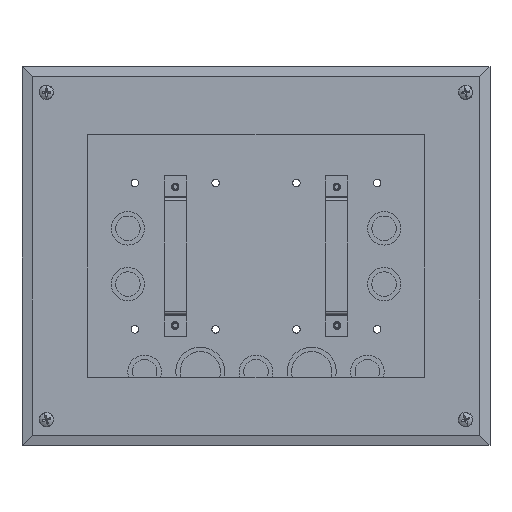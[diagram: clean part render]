
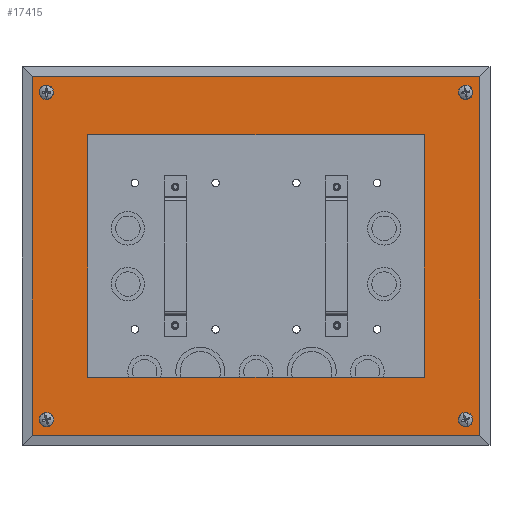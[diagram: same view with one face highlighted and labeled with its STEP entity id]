
A CAD part, top view. The second image highlights one B-rep face of the part: STEP entity #17415.
In plain terms, the highlighted planar face has unit normal (0, 0, 1).
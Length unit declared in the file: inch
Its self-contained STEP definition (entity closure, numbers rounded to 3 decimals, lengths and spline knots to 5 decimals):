
#75 = DIRECTION ( 'NONE',  ( 1., 0., 0. ) ) ;
#80 = CARTESIAN_POINT ( 'NONE',  ( -4.78427, 3.67075, 0.125 ) ) ;
#357 = EDGE_CURVE ( 'NONE', #7608, #21211, #31082, .T. ) ;
#987 = DIRECTION ( 'NONE',  ( 1., 0., 0. ) ) ;
#1058 = CIRCLE ( 'NONE', #1667, 0.082 ) ;
#1111 = CARTESIAN_POINT ( 'NONE',  ( -4.62027, -3.67076, 0.125 ) ) ;
#1542 = VERTEX_POINT ( 'NONE', #3173 ) ;
#1662 = ORIENTED_EDGE ( 'NONE', *, *, #23229, .T. ) ;
#1667 = AXIS2_PLACEMENT_3D ( 'NONE', #16628, #37634, #34920 ) ;
#1783 = DIRECTION ( 'NONE',  ( 0., -1., 0. ) ) ;
#1839 = VECTOR ( 'NONE', #12994, 39.37008 ) ;
#2188 = VECTOR ( 'NONE', #6359, 39.37008 ) ;
#2255 = VECTOR ( 'NONE', #1783, 39.37008 ) ;
#2348 = DIRECTION ( 'NONE',  ( 1., 0., 0. ) ) ;
#2457 = CARTESIAN_POINT ( 'NONE',  ( -4.62027, 3.67075, 0.125 ) ) ;
#2932 = EDGE_CURVE ( 'NONE', #28051, #18855, #17007, .T. ) ;
#3081 = EDGE_LOOP ( 'NONE', ( #18184, #13577 ) ) ;
#3130 = CARTESIAN_POINT ( 'NONE',  ( 5.01677, -4.01673, 0.125 ) ) ;
#3173 = CARTESIAN_POINT ( 'NONE',  ( -4.78427, -3.67076, 0.125 ) ) ;
#3472 = AXIS2_PLACEMENT_3D ( 'NONE', #17570, #20299, #75 ) ;
#3541 = LINE ( 'NONE', #15007, #35442 ) ;
#3551 = VERTEX_POINT ( 'NONE', #20477 ) ;
#5375 = AXIS2_PLACEMENT_3D ( 'NONE', #29774, #36012, #18670 ) ;
#5823 = AXIS2_PLACEMENT_3D ( 'NONE', #8169, #28980, #2348 ) ;
#6126 = ORIENTED_EDGE ( 'NONE', *, *, #19562, .T. ) ;
#6207 = CARTESIAN_POINT ( 'NONE',  ( -5.01677, 4.01673, 0.125 ) ) ;
#6359 = DIRECTION ( 'NONE',  ( -1., 0., 0. ) ) ;
#6642 = DIRECTION ( 'NONE',  ( 0., 0., 1. ) ) ;
#6776 = CARTESIAN_POINT ( 'NONE',  ( 5.25002, 4.01673, 0.125 ) ) ;
#6777 = CARTESIAN_POINT ( 'NONE',  ( 4.62027, 3.67075, 0.125 ) ) ;
#6876 = CARTESIAN_POINT ( 'NONE',  ( -3.77952, 0., 0.125 ) ) ;
#7283 = DIRECTION ( 'NONE',  ( 0., 0., 1. ) ) ;
#7548 = VERTEX_POINT ( 'NONE', #15567 ) ;
#7608 = VERTEX_POINT ( 'NONE', #24902 ) ;
#8017 = CIRCLE ( 'NONE', #16703, 0.082 ) ;
#8169 = CARTESIAN_POINT ( 'NONE',  ( -4.70227, 3.67075, 0.125 ) ) ;
#8693 = LINE ( 'NONE', #20555, #2188 ) ;
#8697 = EDGE_LOOP ( 'NONE', ( #27037, #27079, #17230, #24222 ) ) ;
#9038 = AXIS2_PLACEMENT_3D ( 'NONE', #19907, #7283, #10185 ) ;
#9236 = EDGE_CURVE ( 'NONE', #29904, #35246, #17547, .T. ) ;
#9495 = EDGE_CURVE ( 'NONE', #21211, #7548, #8693, .T. ) ;
#10154 = CARTESIAN_POINT ( 'NONE',  ( 4.78427, -3.67076, 0.125 ) ) ;
#10185 = DIRECTION ( 'NONE',  ( 1., 0., 0. ) ) ;
#10382 = FACE_OUTER_BOUND ( 'NONE', #12010, .T. ) ;
#10977 = EDGE_CURVE ( 'NONE', #3551, #21482, #1058, .T. ) ;
#10981 = VERTEX_POINT ( 'NONE', #37843 ) ;
#11119 = ORIENTED_EDGE ( 'NONE', *, *, #17584, .F. ) ;
#11201 = CARTESIAN_POINT ( 'NONE',  ( -4.70227, 3.67075, 0.125 ) ) ;
#11592 = CIRCLE ( 'NONE', #5375, 0.082 ) ;
#12010 = EDGE_LOOP ( 'NONE', ( #6126, #30762, #1662, #22742 ) ) ;
#12081 = DIRECTION ( 'NONE',  ( 1., 0., 0. ) ) ;
#12601 = DIRECTION ( 'NONE',  ( 1., 0., 0. ) ) ;
#12789 = DIRECTION ( 'NONE',  ( 0., 0., 1. ) ) ;
#12994 = DIRECTION ( 'NONE',  ( 0., -1., 0. ) ) ;
#13577 = ORIENTED_EDGE ( 'NONE', *, *, #10977, .F. ) ;
#13728 = DIRECTION ( 'NONE',  ( 1., 0., 0. ) ) ;
#14144 = EDGE_LOOP ( 'NONE', ( #11119, #38076 ) ) ;
#14251 = ORIENTED_EDGE ( 'NONE', *, *, #30708, .F. ) ;
#15007 = CARTESIAN_POINT ( 'NONE',  ( -5.25002, -4.01673, 0.125 ) ) ;
#15080 = ORIENTED_EDGE ( 'NONE', *, *, #30491, .F. ) ;
#15105 = VERTEX_POINT ( 'NONE', #3130 ) ;
#15538 = ORIENTED_EDGE ( 'NONE', *, *, #36173, .F. ) ;
#15567 = CARTESIAN_POINT ( 'NONE',  ( -3.77952, -2.71653, 0.125 ) ) ;
#16088 = LINE ( 'NONE', #6776, #38436 ) ;
#16407 = FACE_BOUND ( 'NONE', #14144, .T. ) ;
#16628 = CARTESIAN_POINT ( 'NONE',  ( 4.70227, 3.67075, 0.125 ) ) ;
#16703 = AXIS2_PLACEMENT_3D ( 'NONE', #21037, #6642, #12081 ) ;
#17007 = CIRCLE ( 'NONE', #5823, 0.082 ) ;
#17230 = ORIENTED_EDGE ( 'NONE', *, *, #26324, .T. ) ;
#17378 = DIRECTION ( 'NONE',  ( 0., 0., 1. ) ) ;
#17415 = ADVANCED_FACE ( 'NONE', ( #19146, #22049, #31014, #16407, #37238, #10382 ), #33929, .T. ) ;
#17547 = CIRCLE ( 'NONE', #19388, 0.082 ) ;
#17570 = CARTESIAN_POINT ( 'NONE',  ( 4.70227, -3.67076, 0.125 ) ) ;
#17584 = EDGE_CURVE ( 'NONE', #35246, #29904, #23958, .T. ) ;
#17667 = DIRECTION ( 'NONE',  ( 0., 1., 0. ) ) ;
#18184 = ORIENTED_EDGE ( 'NONE', *, *, #35564, .F. ) ;
#18374 = CIRCLE ( 'NONE', #23346, 0.082 ) ;
#18567 = VERTEX_POINT ( 'NONE', #27002 ) ;
#18670 = DIRECTION ( 'NONE',  ( 1., 0., 0. ) ) ;
#18855 = VERTEX_POINT ( 'NONE', #80 ) ;
#19146 = FACE_BOUND ( 'NONE', #8697, .T. ) ;
#19388 = AXIS2_PLACEMENT_3D ( 'NONE', #22316, #12789, #12601 ) ;
#19562 = EDGE_CURVE ( 'NONE', #37857, #10981, #37195, .T. ) ;
#19796 = ORIENTED_EDGE ( 'NONE', *, *, #2932, .F. ) ;
#19907 = CARTESIAN_POINT ( 'NONE',  ( 0., 0., 0.125 ) ) ;
#20196 = LINE ( 'NONE', #35192, #27988 ) ;
#20299 = DIRECTION ( 'NONE',  ( 0., 0., 1. ) ) ;
#20315 = VERTEX_POINT ( 'NONE', #1111 ) ;
#20477 = CARTESIAN_POINT ( 'NONE',  ( 4.78427, 3.67075, 0.125 ) ) ;
#20555 = CARTESIAN_POINT ( 'NONE',  ( 0., -2.71653, 0.125 ) ) ;
#20651 = DIRECTION ( 'NONE',  ( 1., 0., 0. ) ) ;
#21037 = CARTESIAN_POINT ( 'NONE',  ( -4.70227, -3.67076, 0.125 ) ) ;
#21211 = VERTEX_POINT ( 'NONE', #30353 ) ;
#21482 = VERTEX_POINT ( 'NONE', #6777 ) ;
#21547 = DIRECTION ( 'NONE',  ( -1., 0., 0. ) ) ;
#21646 = AXIS2_PLACEMENT_3D ( 'NONE', #11201, #38245, #13728 ) ;
#21866 = CARTESIAN_POINT ( 'NONE',  ( 5.01677, 4.01673, 0.125 ) ) ;
#22049 = FACE_BOUND ( 'NONE', #23459, .T. ) ;
#22316 = CARTESIAN_POINT ( 'NONE',  ( 4.70227, -3.67076, 0.125 ) ) ;
#22742 = ORIENTED_EDGE ( 'NONE', *, *, #29051, .T. ) ;
#23007 = DIRECTION ( 'NONE',  ( 1., 0., 0. ) ) ;
#23229 = EDGE_CURVE ( 'NONE', #15105, #28352, #20196, .T. ) ;
#23346 = AXIS2_PLACEMENT_3D ( 'NONE', #23795, #17378, #23007 ) ;
#23459 = EDGE_LOOP ( 'NONE', ( #15080, #19796 ) ) ;
#23795 = CARTESIAN_POINT ( 'NONE',  ( 4.70227, 3.67075, 0.125 ) ) ;
#23958 = CIRCLE ( 'NONE', #3472, 0.082 ) ;
#24222 = ORIENTED_EDGE ( 'NONE', *, *, #26720, .T. ) ;
#24902 = CARTESIAN_POINT ( 'NONE',  ( 3.77952, 2.71653, 0.125 ) ) ;
#25816 = CARTESIAN_POINT ( 'NONE',  ( 4.62027, -3.67076, 0.125 ) ) ;
#26324 = EDGE_CURVE ( 'NONE', #7548, #18567, #32775, .T. ) ;
#26720 = EDGE_CURVE ( 'NONE', #18567, #7608, #31752, .T. ) ;
#27002 = CARTESIAN_POINT ( 'NONE',  ( -3.77952, 2.71653, 0.125 ) ) ;
#27037 = ORIENTED_EDGE ( 'NONE', *, *, #357, .T. ) ;
#27079 = ORIENTED_EDGE ( 'NONE', *, *, #9495, .T. ) ;
#27988 = VECTOR ( 'NONE', #17667, 39.37008 ) ;
#28051 = VERTEX_POINT ( 'NONE', #2457 ) ;
#28352 = VERTEX_POINT ( 'NONE', #21866 ) ;
#28980 = DIRECTION ( 'NONE',  ( 0., 0., 1. ) ) ;
#29021 = CARTESIAN_POINT ( 'NONE',  ( 0., 2.71653, 0.125 ) ) ;
#29051 = EDGE_CURVE ( 'NONE', #28352, #37857, #16088, .T. ) ;
#29774 = CARTESIAN_POINT ( 'NONE',  ( -4.70227, -3.67076, 0.125 ) ) ;
#29904 = VERTEX_POINT ( 'NONE', #10154 ) ;
#30025 = DIRECTION ( 'NONE',  ( 0., 1., 0. ) ) ;
#30143 = EDGE_LOOP ( 'NONE', ( #15538, #14251 ) ) ;
#30353 = CARTESIAN_POINT ( 'NONE',  ( 3.77952, -2.71653, 0.125 ) ) ;
#30491 = EDGE_CURVE ( 'NONE', #18855, #28051, #30985, .T. ) ;
#30708 = EDGE_CURVE ( 'NONE', #20315, #1542, #8017, .T. ) ;
#30762 = ORIENTED_EDGE ( 'NONE', *, *, #31943, .T. ) ;
#30985 = CIRCLE ( 'NONE', #21646, 0.082 ) ;
#31014 = FACE_BOUND ( 'NONE', #3081, .T. ) ;
#31082 = LINE ( 'NONE', #36740, #1839 ) ;
#31342 = CARTESIAN_POINT ( 'NONE',  ( -5.01677, 4.24998, 0.125 ) ) ;
#31752 = LINE ( 'NONE', #29021, #37646 ) ;
#31943 = EDGE_CURVE ( 'NONE', #10981, #15105, #3541, .T. ) ;
#32775 = LINE ( 'NONE', #6876, #35757 ) ;
#33929 = PLANE ( 'NONE',  #9038 ) ;
#34920 = DIRECTION ( 'NONE',  ( 1., 0., 0. ) ) ;
#35192 = CARTESIAN_POINT ( 'NONE',  ( 5.01677, -4.24998, 0.125 ) ) ;
#35246 = VERTEX_POINT ( 'NONE', #25816 ) ;
#35442 = VECTOR ( 'NONE', #987, 39.37008 ) ;
#35564 = EDGE_CURVE ( 'NONE', #21482, #3551, #18374, .T. ) ;
#35757 = VECTOR ( 'NONE', #30025, 39.37008 ) ;
#36012 = DIRECTION ( 'NONE',  ( 0., 0., 1. ) ) ;
#36173 = EDGE_CURVE ( 'NONE', #1542, #20315, #11592, .T. ) ;
#36740 = CARTESIAN_POINT ( 'NONE',  ( 3.77952, 0., 0.125 ) ) ;
#37195 = LINE ( 'NONE', #31342, #2255 ) ;
#37238 = FACE_BOUND ( 'NONE', #30143, .T. ) ;
#37634 = DIRECTION ( 'NONE',  ( 0., 0., 1. ) ) ;
#37646 = VECTOR ( 'NONE', #20651, 39.37008 ) ;
#37843 = CARTESIAN_POINT ( 'NONE',  ( -5.01677, -4.01673, 0.125 ) ) ;
#37857 = VERTEX_POINT ( 'NONE', #6207 ) ;
#38076 = ORIENTED_EDGE ( 'NONE', *, *, #9236, .F. ) ;
#38245 = DIRECTION ( 'NONE',  ( 0., 0., 1. ) ) ;
#38436 = VECTOR ( 'NONE', #21547, 39.37008 ) ;
